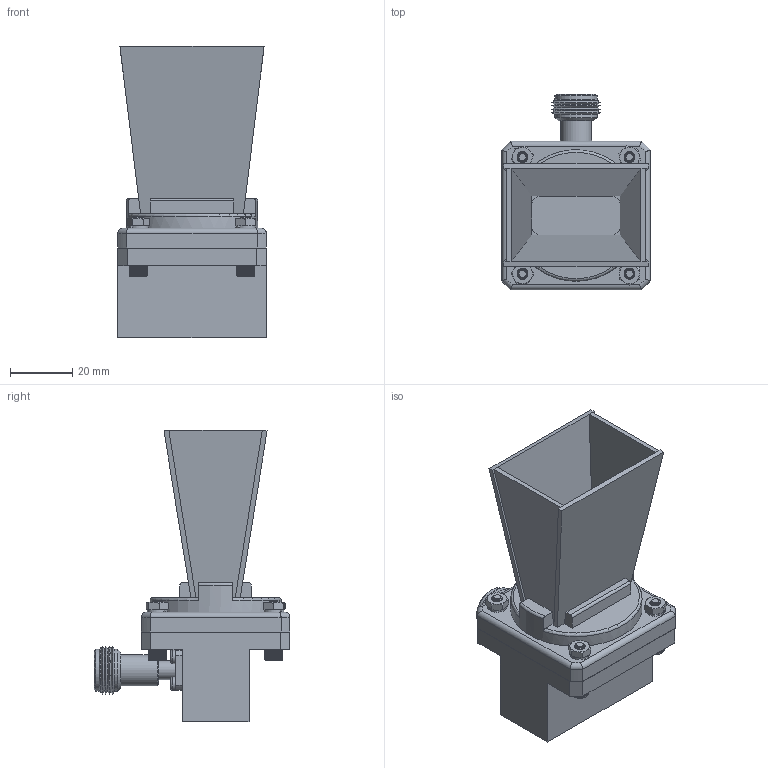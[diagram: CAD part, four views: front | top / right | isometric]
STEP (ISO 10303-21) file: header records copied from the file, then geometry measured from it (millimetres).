
FILE_DESCRIPTION (( 'STEP AP214' ), '1' );
FILE_NAME ('FM9858B-NF-10_3D.STEP', '2021-01-08T16:25:41', ( '' ), ( '' ), 'SwSTEP 2.0', 'SolidWorks 2018', '' );
FILE_SCHEMA (( 'AUTOMOTIVE_DESIGN' ));
Length unit declared in the file: inch
Products named in the file (11): PE9858B-10; FM9858B-NF-10_3D; PE9820_NF-body; PE9820_Body; PE9820; PE9820_NF; 6-32HN-NARROW_90730A007; PE9820_NF-mountplate; 6-LW; 6-32SH-HXx.625_92196A150; PE9820_NF-SCREW
Assembly tree (22 placements, depth 4):
  FM9858B-NF-10_3D
    PE9820
      PE9820_NF
        PE9820_NF-SCREW  x4
        PE9820_NF-body
        PE9820_NF-mountplate
      PE9820_Body
    PE9858B-10
    6-32SH-HXx.625_92196A150  x4
    6-32HN-NARROW_90730A007  x4
    6-LW  x4
Bounding box: 47.62 x 62.74 x 93.6 mm (x, y, z)
Volume: 57924.5 mm3; surface area: 36443.8 mm2
Topology: 20 solids, 20 shells, 1173 faces, 2725 edges, 1605 vertices
Faces by surface type: plane 715, cone 346, cylinder 80, bspline 20, torus 12
Full cylindrical faces by diameter (mm): 1.7 x1, 2.7 x4, 3.04 x1, 4 x2, 4.3 x8, 4.318 x4, 6 x1, 7 x1, 10 x1, 13.5 x2, 42.164 x1
Entity records: 15013 total; most frequent: CARTESIAN_POINT 5726, ORIENTED_EDGE 1842, DIRECTION 1680, EDGE_CURVE 921, AXIS2_PLACEMENT_3D 633, VERTEX_POINT 577, EDGE_LOOP 496, FACE_OUTER_BOUND 432
